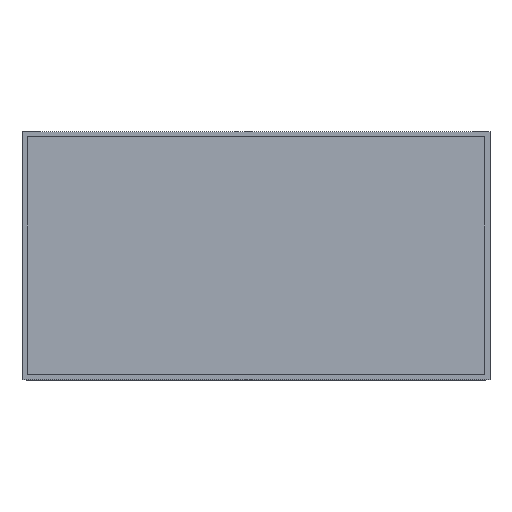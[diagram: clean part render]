
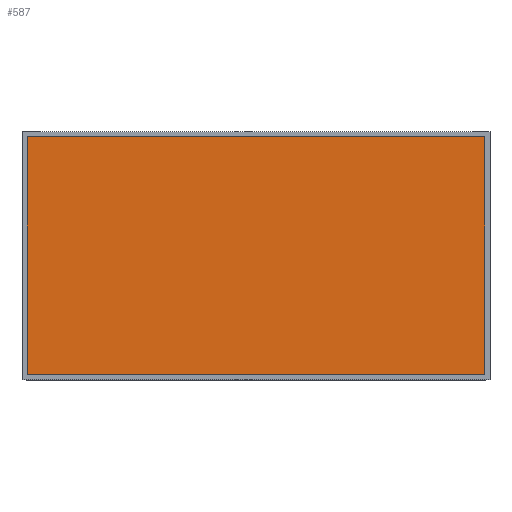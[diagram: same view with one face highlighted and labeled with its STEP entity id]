
A CAD part, top view. The second image highlights one B-rep face of the part: STEP entity #587.
In plain terms, the highlighted planar face has unit normal (0, 0, 1).
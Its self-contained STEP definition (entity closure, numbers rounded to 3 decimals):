
#93 = ORIENTED_EDGE ( 'NONE', *, *, #538, .T. ) ;
#94 = ORIENTED_EDGE ( 'NONE', *, *, #540, .T. ) ;
#95 = ORIENTED_EDGE ( 'NONE', *, *, #507, .F. ) ;
#96 = ORIENTED_EDGE ( 'NONE', *, *, #541, .F. ) ;
#125 = EDGE_LOOP ( 'NONE', ( #93, #94, #95, #96 ) ) ;
#190 = VERTEX_POINT ( 'NONE', #294 ) ;
#193 = VERTEX_POINT ( 'NONE', #297 ) ;
#206 = VERTEX_POINT ( 'NONE', #310 ) ;
#215 = VERTEX_POINT ( 'NONE', #319 ) ;
#294 = CARTESIAN_POINT ( 'NONE',  ( 81.2, 1.8, 0. ) ) ;
#297 = CARTESIAN_POINT ( 'NONE',  ( 81.2, 86.2, 0. ) ) ;
#310 = CARTESIAN_POINT ( 'NONE',  ( -81.2, 1.8, 0. ) ) ;
#319 = CARTESIAN_POINT ( 'NONE',  ( -81.2, 86.2, 0. ) ) ;
#387 = DIRECTION ( 'NONE',  ( 0., -1., 0. ) ) ;
#389 = CARTESIAN_POINT ( 'NONE',  ( 81.2, 88., 0. ) ) ;
#456 = CARTESIAN_POINT ( 'NONE',  ( -81.2, 88., 0. ) ) ;
#458 = DIRECTION ( 'NONE',  ( 0., -1., 0. ) ) ;
#460 = CARTESIAN_POINT ( 'NONE',  ( -83., 1.8, 0. ) ) ;
#461 = DIRECTION ( 'NONE',  ( 1., 0., 0. ) ) ;
#462 = CARTESIAN_POINT ( 'NONE',  ( -83., 86.2, 0. ) ) ;
#463 = DIRECTION ( 'NONE',  ( 1., 0., 0. ) ) ;
#507 = EDGE_CURVE ( 'NONE', #193, #190, #647, .T. ) ;
#538 = EDGE_CURVE ( 'NONE', #215, #206, #708, .T. ) ;
#540 = EDGE_CURVE ( 'NONE', #206, #190, #712, .T. ) ;
#541 = EDGE_CURVE ( 'NONE', #215, #193, #714, .T. ) ;
#587 = ADVANCED_FACE ( 'NONE', ( #769 ), #926, .F. ) ;
#647 = LINE ( 'NONE', #389, #649 ) ;
#649 = VECTOR ( 'NONE', #387, 1000. ) ;
#708 = LINE ( 'NONE', #456, #711 ) ;
#711 = VECTOR ( 'NONE', #458, 1000. ) ;
#712 = LINE ( 'NONE', #460, #715 ) ;
#714 = LINE ( 'NONE', #462, #717 ) ;
#715 = VECTOR ( 'NONE', #461, 1000. ) ;
#717 = VECTOR ( 'NONE', #463, 1000. ) ;
#769 = FACE_OUTER_BOUND ( 'NONE', #125, .T. ) ;
#823 = AXIS2_PLACEMENT_3D ( 'NONE', #927, #932, #933 ) ;
#926 = PLANE ( 'NONE',  #823 ) ;
#927 = CARTESIAN_POINT ( 'NONE',  ( -81.2, 88., 0. ) ) ;
#932 = DIRECTION ( 'NONE',  ( 0., 0., -1. ) ) ;
#933 = DIRECTION ( 'NONE',  ( -1., 0., 0. ) ) ;
